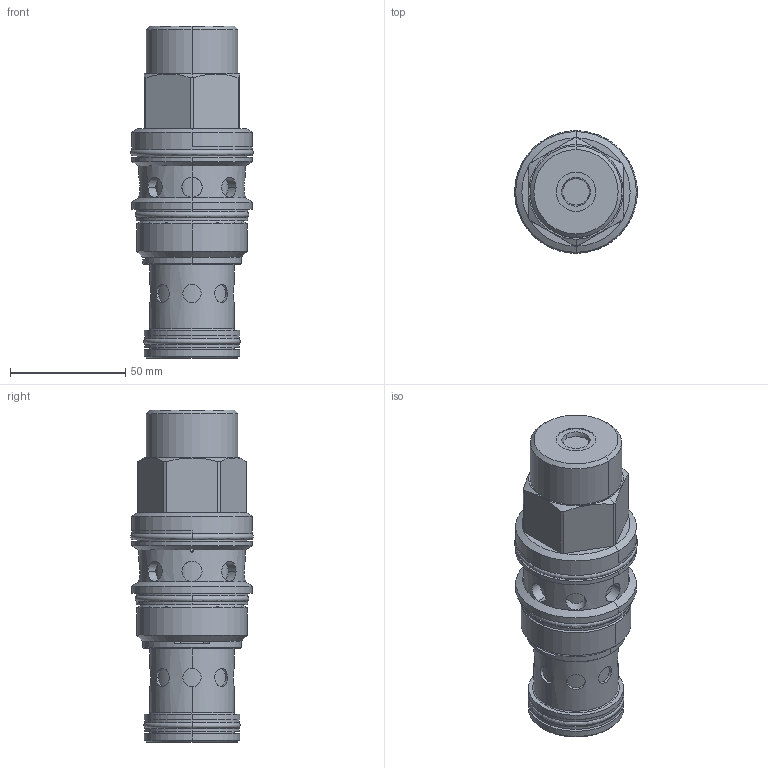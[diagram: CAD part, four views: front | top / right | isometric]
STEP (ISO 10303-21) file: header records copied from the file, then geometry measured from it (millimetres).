
FILE_DESCRIPTION((''),'2;1');
FILE_NAME('PPJCBBN_SW','2023-10-26T08:15:35',('SigMax'),(''),'CREO PARAMETRIC BY PTC INC, 2021072','CREO PARAMETRIC BY PTC INC, 2021072','');
FILE_SCHEMA(('AUTOMOTIVE_DESIGN { 1 0 10303 214 1 1 1 1 }'));
Length unit declared in the file: inch
Products named in the file (1): PPJCBBN_SW
Bounding box: 53.06 x 53.06 x 143.81 mm (x, y, z)
Volume: 202354 mm3; surface area: 45330.8 mm2
Topology: 4 solids, 6 shells, 237 faces, 540 edges, 332 vertices
Faces by surface type: cylinder 126, plane 43, cone 30, torus 28, revolution 10
Entity records: 10467 total; most frequent: CARTESIAN_POINT 3287, DIRECTION 1147, ORIENTED_EDGE 1080, EDGE_CURVE 540, AXIS2_PLACEMENT_3D 484, VERTEX_POINT 332, EDGE_LOOP 284, CIRCLE 257
